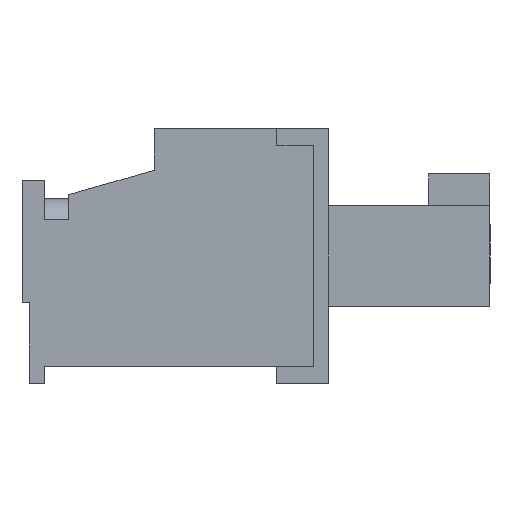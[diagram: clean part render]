
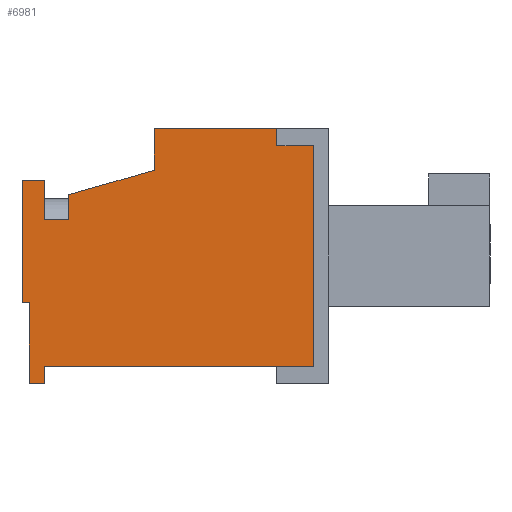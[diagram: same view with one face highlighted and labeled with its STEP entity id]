
A CAD part, left-side view. The second image highlights one B-rep face of the part: STEP entity #6981.
In plain terms, the highlighted planar face has unit normal (-1, 0, 0).
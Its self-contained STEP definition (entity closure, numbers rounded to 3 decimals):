
#160 = DIRECTION ( 'NONE',  ( -1., 0., 0. ) ) ;
#254 = DIRECTION ( 'NONE',  ( 0., 0., 1. ) ) ;
#804 = ORIENTED_EDGE ( 'NONE', *, *, #13840, .F. ) ;
#1985 = CARTESIAN_POINT ( 'NONE',  ( -3.5, 4.5, -5.24 ) ) ;
#2700 = DIRECTION ( 'NONE',  ( 0., 1., 0. ) ) ;
#2877 = CARTESIAN_POINT ( 'NONE',  ( -3.5, 4.5, 5.74 ) ) ;
#3609 = EDGE_CURVE ( 'NONE', #27273, #34149, #5692, .T. ) ;
#4214 = VECTOR ( 'NONE', #17704, 1000. ) ;
#5018 = CARTESIAN_POINT ( 'NONE',  ( -3.5, -3.1, 6.66 ) ) ;
#5203 = EDGE_CURVE ( 'NONE', #10206, #14053, #39169, .T. ) ;
#5692 = LINE ( 'NONE', #16777, #12147 ) ;
#5753 = LINE ( 'NONE', #30420, #24686 ) ;
#5772 = LINE ( 'NONE', #25313, #15815 ) ;
#5780 = ORIENTED_EDGE ( 'NONE', *, *, #19690, .T. ) ;
#5889 = CARTESIAN_POINT ( 'NONE',  ( -3.5, 1.9, 6.36 ) ) ;
#6099 = EDGE_CURVE ( 'NONE', #47737, #13107, #14447, .T. ) ;
#6436 = ORIENTED_EDGE ( 'NONE', *, *, #20210, .T. ) ;
#6981 = ADVANCED_FACE ( 'NONE', ( #19722 ), #22909, .T. ) ;
#7434 = ORIENTED_EDGE ( 'NONE', *, *, #37434, .F. ) ;
#7872 = DIRECTION ( 'NONE',  ( 0., 1., 0. ) ) ;
#8670 = CARTESIAN_POINT ( 'NONE',  ( -3.5, -3.1, 5.76 ) ) ;
#8876 = DIRECTION ( 'NONE',  ( 0., -0.275, -0.962 ) ) ;
#9006 = VERTEX_POINT ( 'NONE', #38275 ) ;
#9296 = AXIS2_PLACEMENT_3D ( 'NONE', #45206, #160, #26632 ) ;
#9992 = DIRECTION ( 'NONE',  ( 0., 1., 0. ) ) ;
#10015 = VERTEX_POINT ( 'NONE', #31707 ) ;
#10090 = CARTESIAN_POINT ( 'NONE',  ( -3.5, -3.1, 4.76 ) ) ;
#10180 = CARTESIAN_POINT ( 'NONE',  ( -3.5, 5.2, 6.36 ) ) ;
#10206 = VERTEX_POINT ( 'NONE', #2877 ) ;
#10654 = ORIENTED_EDGE ( 'NONE', *, *, #3609, .F. ) ;
#10807 = VECTOR ( 'NONE', #2700, 1000. ) ;
#10928 = VECTOR ( 'NONE', #8876, 1000. ) ;
#11634 = LINE ( 'NONE', #1985, #22941 ) ;
#11654 = VERTEX_POINT ( 'NONE', #31366 ) ;
#12147 = VECTOR ( 'NONE', #20630, 1000. ) ;
#13107 = VERTEX_POINT ( 'NONE', #5889 ) ;
#13280 = LINE ( 'NONE', #17912, #32136 ) ;
#13840 = EDGE_CURVE ( 'NONE', #46312, #10015, #34200, .T. ) ;
#14053 = VERTEX_POINT ( 'NONE', #41507 ) ;
#14447 = LINE ( 'NONE', #43227, #24547 ) ;
#14722 = LINE ( 'NONE', #40576, #22492 ) ;
#15313 = CARTESIAN_POINT ( 'NONE',  ( -3.5, -5.2, -5.24 ) ) ;
#15677 = EDGE_CURVE ( 'NONE', #13107, #23786, #5753, .T. ) ;
#15815 = VECTOR ( 'NONE', #29021, 1000. ) ;
#16306 = CARTESIAN_POINT ( 'NONE',  ( -3.5, -4.5, -5.24 ) ) ;
#16541 = EDGE_CURVE ( 'NONE', #17905, #34149, #11634, .T. ) ;
#16624 = CARTESIAN_POINT ( 'NONE',  ( -3.5, -1.5, 4.76 ) ) ;
#16777 = CARTESIAN_POINT ( 'NONE',  ( -3.5, -4.5, -3.74 ) ) ;
#16789 = DIRECTION ( 'NONE',  ( 0., 0., -1. ) ) ;
#17070 = LINE ( 'NONE', #8670, #43411 ) ;
#17679 = ORIENTED_EDGE ( 'NONE', *, *, #5203, .F. ) ;
#17704 = DIRECTION ( 'NONE',  ( 0., -1., 0. ) ) ;
#17905 = VERTEX_POINT ( 'NONE', #22613 ) ;
#17912 = CARTESIAN_POINT ( 'NONE',  ( -3.5, -3.1, 5.76 ) ) ;
#18620 = VECTOR ( 'NONE', #16789, 1000. ) ;
#19255 = VECTOR ( 'NONE', #254, 1000. ) ;
#19690 = EDGE_CURVE ( 'NONE', #23007, #47737, #29648, .T. ) ;
#19722 = FACE_OUTER_BOUND ( 'NONE', #30596, .T. ) ;
#20210 = EDGE_CURVE ( 'NONE', #27273, #11654, #37191, .T. ) ;
#20246 = ORIENTED_EDGE ( 'NONE', *, *, #16541, .T. ) ;
#20544 = VECTOR ( 'NONE', #9992, 1000. ) ;
#20630 = DIRECTION ( 'NONE',  ( 0., 0., -1. ) ) ;
#21033 = LINE ( 'NONE', #23923, #10928 ) ;
#21661 = CARTESIAN_POINT ( 'NONE',  ( -3.5, -3.5, 1.26 ) ) ;
#21715 = ORIENTED_EDGE ( 'NONE', *, *, #40361, .T. ) ;
#21767 = ORIENTED_EDGE ( 'NONE', *, *, #22925, .T. ) ;
#21932 = DIRECTION ( 'NONE',  ( 0., 1., 0. ) ) ;
#22385 = CARTESIAN_POINT ( 'NONE',  ( -3.5, -4.5, -3.74 ) ) ;
#22469 = CARTESIAN_POINT ( 'NONE',  ( -3.5, 1.9, 6.66 ) ) ;
#22492 = VECTOR ( 'NONE', #44327, 1000. ) ;
#22613 = CARTESIAN_POINT ( 'NONE',  ( -3.5, 4.5, -5.24 ) ) ;
#22909 = PLANE ( 'NONE',  #9296 ) ;
#22925 = EDGE_CURVE ( 'NONE', #10206, #17905, #36094, .T. ) ;
#22941 = VECTOR ( 'NONE', #28365, 1000. ) ;
#23007 = VERTEX_POINT ( 'NONE', #5018 ) ;
#23786 = VERTEX_POINT ( 'NONE', #10180 ) ;
#23923 = CARTESIAN_POINT ( 'NONE',  ( -3.5, -3.5, 1.26 ) ) ;
#24547 = VECTOR ( 'NONE', #47000, 1000. ) ;
#24686 = VECTOR ( 'NONE', #7872, 1000. ) ;
#24897 = CARTESIAN_POINT ( 'NONE',  ( -3.5, 0.946, 5.74 ) ) ;
#25023 = ORIENTED_EDGE ( 'NONE', *, *, #6099, .T. ) ;
#25035 = VECTOR ( 'NONE', #46013, 1000. ) ;
#25313 = CARTESIAN_POINT ( 'NONE',  ( -3.5, 5.2, 5.74 ) ) ;
#26436 = ORIENTED_EDGE ( 'NONE', *, *, #43081, .F. ) ;
#26632 = DIRECTION ( 'NONE',  ( 0., 0., 1. ) ) ;
#27007 = ORIENTED_EDGE ( 'NONE', *, *, #38688, .F. ) ;
#27273 = VERTEX_POINT ( 'NONE', #22385 ) ;
#27955 = ORIENTED_EDGE ( 'NONE', *, *, #42852, .T. ) ;
#28365 = DIRECTION ( 'NONE',  ( 0., -1., 0. ) ) ;
#28532 = DIRECTION ( 'NONE',  ( 0., -1., 0. ) ) ;
#29021 = DIRECTION ( 'NONE',  ( 0., 0., 1. ) ) ;
#29648 = LINE ( 'NONE', #32830, #10807 ) ;
#30420 = CARTESIAN_POINT ( 'NONE',  ( -3.5, 1.9, 6.36 ) ) ;
#30596 = EDGE_LOOP ( 'NONE', ( #43871, #7434, #17679, #21767, #20246, #10654, #6436, #27955, #33648, #45311, #804, #26436, #27007, #21715, #5780, #25023 ) ) ;
#30955 = LINE ( 'NONE', #31732, #18620 ) ;
#30958 = VERTEX_POINT ( 'NONE', #21661 ) ;
#31366 = CARTESIAN_POINT ( 'NONE',  ( -3.5, -5.2, -3.74 ) ) ;
#31707 = CARTESIAN_POINT ( 'NONE',  ( -3.5, -2.5, 4.76 ) ) ;
#31732 = CARTESIAN_POINT ( 'NONE',  ( -3.5, -1.5, 5.76 ) ) ;
#32136 = VECTOR ( 'NONE', #21932, 1000. ) ;
#32197 = EDGE_CURVE ( 'NONE', #30958, #41465, #14722, .T. ) ;
#32830 = CARTESIAN_POINT ( 'NONE',  ( -3.5, -5.2, 6.66 ) ) ;
#33623 = VERTEX_POINT ( 'NONE', #42540 ) ;
#33648 = ORIENTED_EDGE ( 'NONE', *, *, #32197, .F. ) ;
#34149 = VERTEX_POINT ( 'NONE', #16306 ) ;
#34200 = LINE ( 'NONE', #10090, #4214 ) ;
#34948 = DIRECTION ( 'NONE',  ( 0., 0., 1. ) ) ;
#36094 = LINE ( 'NONE', #42255, #25035 ) ;
#37191 = LINE ( 'NONE', #47123, #47118 ) ;
#37434 = EDGE_CURVE ( 'NONE', #14053, #23786, #5772, .T. ) ;
#37608 = CARTESIAN_POINT ( 'NONE',  ( -3.5, -5.2, 1.26 ) ) ;
#38275 = CARTESIAN_POINT ( 'NONE',  ( -3.5, -1.5, 5.76 ) ) ;
#38688 = EDGE_CURVE ( 'NONE', #33623, #9006, #13280, .T. ) ;
#39169 = LINE ( 'NONE', #24897, #20544 ) ;
#40284 = LINE ( 'NONE', #15313, #19255 ) ;
#40361 = EDGE_CURVE ( 'NONE', #33623, #23007, #17070, .T. ) ;
#40576 = CARTESIAN_POINT ( 'NONE',  ( -3.5, -3.5, 1.26 ) ) ;
#41465 = VERTEX_POINT ( 'NONE', #37608 ) ;
#41507 = CARTESIAN_POINT ( 'NONE',  ( -3.5, 5.2, 5.74 ) ) ;
#42255 = CARTESIAN_POINT ( 'NONE',  ( -3.5, 4.5, 6.66 ) ) ;
#42540 = CARTESIAN_POINT ( 'NONE',  ( -3.5, -3.1, 5.76 ) ) ;
#42852 = EDGE_CURVE ( 'NONE', #11654, #41465, #40284, .T. ) ;
#43039 = EDGE_CURVE ( 'NONE', #10015, #30958, #21033, .T. ) ;
#43081 = EDGE_CURVE ( 'NONE', #9006, #46312, #30955, .T. ) ;
#43227 = CARTESIAN_POINT ( 'NONE',  ( -3.5, 1.9, 6.661 ) ) ;
#43411 = VECTOR ( 'NONE', #34948, 1000. ) ;
#43871 = ORIENTED_EDGE ( 'NONE', *, *, #15677, .T. ) ;
#44327 = DIRECTION ( 'NONE',  ( 0., -1., 0. ) ) ;
#45206 = CARTESIAN_POINT ( 'NONE',  ( -3.5, 0., 0. ) ) ;
#45311 = ORIENTED_EDGE ( 'NONE', *, *, #43039, .F. ) ;
#46013 = DIRECTION ( 'NONE',  ( 0., 0., -1. ) ) ;
#46312 = VERTEX_POINT ( 'NONE', #16624 ) ;
#47000 = DIRECTION ( 'NONE',  ( 0., 0., -1. ) ) ;
#47118 = VECTOR ( 'NONE', #28532, 1000. ) ;
#47123 = CARTESIAN_POINT ( 'NONE',  ( -3.5, -4.5, -3.74 ) ) ;
#47737 = VERTEX_POINT ( 'NONE', #22469 ) ;
